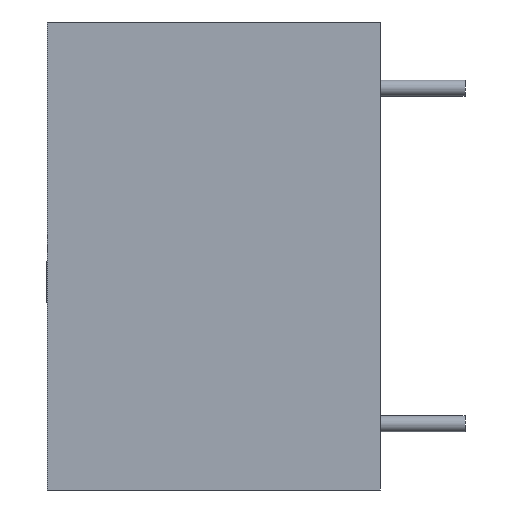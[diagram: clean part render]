
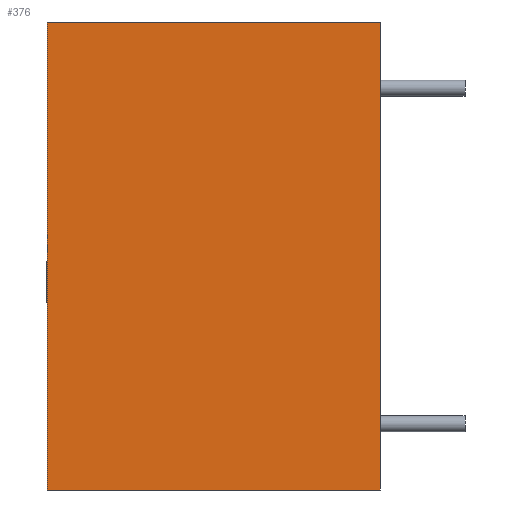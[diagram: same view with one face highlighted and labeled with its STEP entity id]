
A CAD part, left-side view. The second image highlights one B-rep face of the part: STEP entity #376.
In plain terms, the highlighted planar face has unit normal (-1, 0, 0).
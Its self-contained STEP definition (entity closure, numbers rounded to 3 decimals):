
#287 = LINE ( 'NONE', #776, #1061 ) ;
#376 = ADVANCED_FACE ( 'NONE', ( #4959 ), #3918, .F. ) ;
#400 = LINE ( 'NONE', #7091, #5133 ) ;
#776 = CARTESIAN_POINT ( 'NONE',  ( -8.85, 12.6, -8.85 ) ) ;
#1061 = VECTOR ( 'NONE', #11667, 1000. ) ;
#1851 = ORIENTED_EDGE ( 'NONE', *, *, #8223, .F. ) ;
#1917 = AXIS2_PLACEMENT_3D ( 'NONE', #10046, #5016, #10006 ) ;
#2168 = CARTESIAN_POINT ( 'NONE',  ( -8.85, 12.6, 8.85 ) ) ;
#3308 = CARTESIAN_POINT ( 'NONE',  ( -8.85, 0., 8.85 ) ) ;
#3918 = PLANE ( 'NONE',  #1917 ) ;
#4152 = LINE ( 'NONE', #11203, #8086 ) ;
#4418 = VECTOR ( 'NONE', #12389, 1000. ) ;
#4959 = FACE_OUTER_BOUND ( 'NONE', #6377, .T. ) ;
#5016 = DIRECTION ( 'NONE',  ( 1., 0., 0. ) ) ;
#5133 = VECTOR ( 'NONE', #9106, 1000. ) ;
#5373 = CARTESIAN_POINT ( 'NONE',  ( -8.85, 12.6, 8.85 ) ) ;
#6377 = EDGE_LOOP ( 'NONE', ( #12741, #8367, #1851, #12860 ) ) ;
#6716 = VERTEX_POINT ( 'NONE', #5373 ) ;
#7091 = CARTESIAN_POINT ( 'NONE',  ( -8.85, 0., 8.85 ) ) ;
#7544 = EDGE_CURVE ( 'NONE', #11565, #12760, #400, .T. ) ;
#7676 = CARTESIAN_POINT ( 'NONE',  ( -8.85, 12.6, -8.85 ) ) ;
#7714 = CARTESIAN_POINT ( 'NONE',  ( -8.85, 0., -8.85 ) ) ;
#7715 = LINE ( 'NONE', #2168, #4418 ) ;
#8086 = VECTOR ( 'NONE', #10272, 1000. ) ;
#8223 = EDGE_CURVE ( 'NONE', #10216, #6716, #4152, .T. ) ;
#8367 = ORIENTED_EDGE ( 'NONE', *, *, #10452, .F. ) ;
#9106 = DIRECTION ( 'NONE',  ( 0., 0., 1. ) ) ;
#10006 = DIRECTION ( 'NONE',  ( 0., 0., -1. ) ) ;
#10046 = CARTESIAN_POINT ( 'NONE',  ( -8.85, 12.6, 8.85 ) ) ;
#10216 = VERTEX_POINT ( 'NONE', #7676 ) ;
#10272 = DIRECTION ( 'NONE',  ( 0., 0., 1. ) ) ;
#10452 = EDGE_CURVE ( 'NONE', #6716, #12760, #7715, .T. ) ;
#11026 = EDGE_CURVE ( 'NONE', #10216, #11565, #287, .T. ) ;
#11203 = CARTESIAN_POINT ( 'NONE',  ( -8.85, 12.6, 8.85 ) ) ;
#11565 = VERTEX_POINT ( 'NONE', #7714 ) ;
#11667 = DIRECTION ( 'NONE',  ( 0., -1., 0. ) ) ;
#12389 = DIRECTION ( 'NONE',  ( 0., -1., 0. ) ) ;
#12741 = ORIENTED_EDGE ( 'NONE', *, *, #7544, .T. ) ;
#12760 = VERTEX_POINT ( 'NONE', #3308 ) ;
#12860 = ORIENTED_EDGE ( 'NONE', *, *, #11026, .T. ) ;
